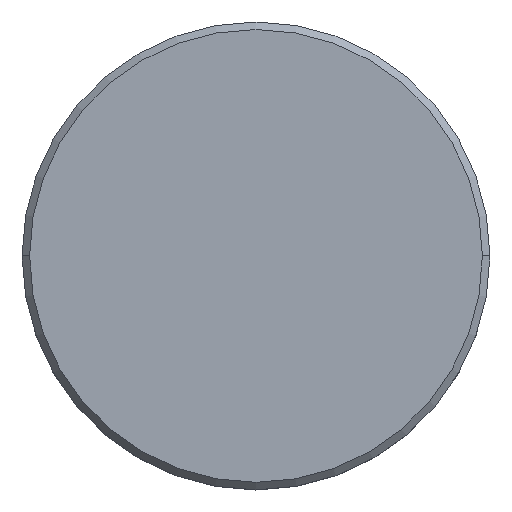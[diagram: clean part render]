
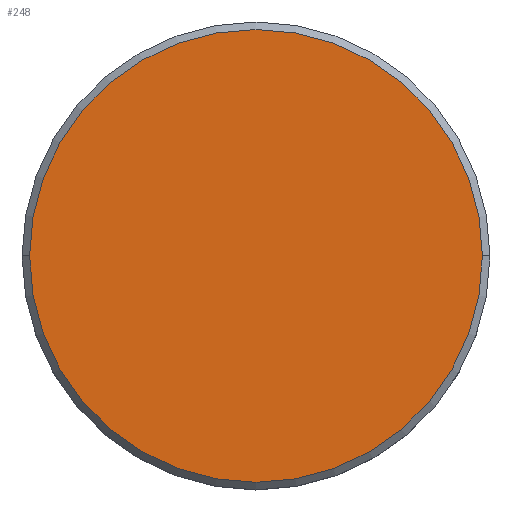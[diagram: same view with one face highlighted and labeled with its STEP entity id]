
A CAD part, top view. The second image highlights one B-rep face of the part: STEP entity #248.
In plain terms, the highlighted planar face has unit normal (0, 0, 1).
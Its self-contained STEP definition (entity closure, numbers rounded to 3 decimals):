
#44 = ORIENTED_EDGE ( 'NONE', *, *, #1009, .T. ) ;
#99 = DIRECTION ( 'NONE',  ( 1., 0., 0. ) ) ;
#103 = FACE_OUTER_BOUND ( 'NONE', #419, .T. ) ;
#105 = ORIENTED_EDGE ( 'NONE', *, *, #1063, .T. ) ;
#130 = AXIS2_PLACEMENT_3D ( 'NONE', #842, #274, #99 ) ;
#135 = DIRECTION ( 'NONE',  ( 1., 0., 0. ) ) ;
#183 = AXIS2_PLACEMENT_3D ( 'NONE', #247, #609, #505 ) ;
#230 = CARTESIAN_POINT ( 'NONE',  ( 0., 0., 0. ) ) ;
#247 = CARTESIAN_POINT ( 'NONE',  ( 0., 0., 0. ) ) ;
#248 = ADVANCED_FACE ( 'NONE', ( #103 ), #831, .T. ) ;
#274 = DIRECTION ( 'NONE',  ( 0., 0., 1. ) ) ;
#311 = VERTEX_POINT ( 'NONE', #477 ) ;
#419 = EDGE_LOOP ( 'NONE', ( #105, #44 ) ) ;
#442 = VERTEX_POINT ( 'NONE', #1027 ) ;
#477 = CARTESIAN_POINT ( 'NONE',  ( 15., 0., 0. ) ) ;
#505 = DIRECTION ( 'NONE',  ( 1., 0., 0. ) ) ;
#609 = DIRECTION ( 'NONE',  ( 0., 0., 1. ) ) ;
#831 = PLANE ( 'NONE',  #130 ) ;
#842 = CARTESIAN_POINT ( 'NONE',  ( 0., 0., 0. ) ) ;
#962 = DIRECTION ( 'NONE',  ( 0., 0., 1. ) ) ;
#1004 = CIRCLE ( 'NONE', #183, 15. ) ;
#1009 = EDGE_CURVE ( 'NONE', #311, #442, #1113, .T. ) ;
#1027 = CARTESIAN_POINT ( 'NONE',  ( -15., 0., 0. ) ) ;
#1063 = EDGE_CURVE ( 'NONE', #442, #311, #1004, .T. ) ;
#1113 = CIRCLE ( 'NONE', #1134, 15. ) ;
#1134 = AXIS2_PLACEMENT_3D ( 'NONE', #230, #962, #135 ) ;
